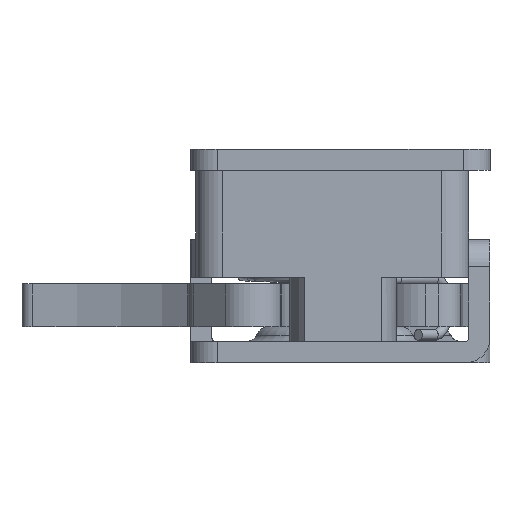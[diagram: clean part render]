
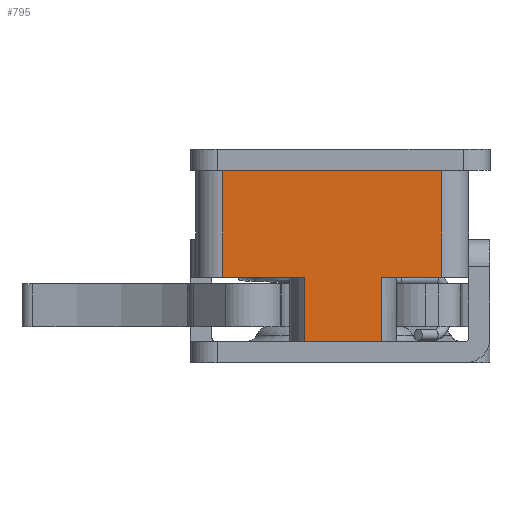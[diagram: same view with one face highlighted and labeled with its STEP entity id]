
A CAD part, left-side view. The second image highlights one B-rep face of the part: STEP entity #795.
In plain terms, the highlighted planar face has unit normal (-1, 0, 0).
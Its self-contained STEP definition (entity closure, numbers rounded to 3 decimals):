
#795=ADVANCED_FACE('',(#1470),#1471,.F.);
#1470=FACE_OUTER_BOUND('',#3433,.T.);
#1471=PLANE('',#3434);
#3433=EDGE_LOOP('',(#5747,#5748,#5749,#5750,#5751,#5752,#5753,#5754));
#3434=AXIS2_PLACEMENT_3D('',#5755,#5756,#5757);
#5747=ORIENTED_EDGE('',*,*,#7570,.F.);
#5748=ORIENTED_EDGE('',*,*,#7653,.T.);
#5749=ORIENTED_EDGE('',*,*,#7418,.F.);
#5750=ORIENTED_EDGE('',*,*,#7654,.F.);
#5751=ORIENTED_EDGE('',*,*,#7560,.F.);
#5752=ORIENTED_EDGE('',*,*,#7337,.T.);
#5753=ORIENTED_EDGE('',*,*,#7608,.T.);
#5754=ORIENTED_EDGE('',*,*,#7485,.F.);
#5755=CARTESIAN_POINT('',(-41.689,27.527,2.25));
#5756=DIRECTION('',(1.,0.,0.));
#5757=DIRECTION('',(0.,0.,-1.));
#7337=EDGE_CURVE('',#8623,#8621,#8624,.T.);
#7418=EDGE_CURVE('',#8768,#8769,#8770,.T.);
#7485=EDGE_CURVE('',#8883,#8881,#8885,.T.);
#7560=EDGE_CURVE('',#8623,#9007,#9008,.T.);
#7570=EDGE_CURVE('',#9020,#8883,#9022,.T.);
#7608=EDGE_CURVE('',#8621,#8881,#9077,.T.);
#7653=EDGE_CURVE('',#9020,#8769,#9131,.T.);
#7654=EDGE_CURVE('',#9007,#8768,#9132,.T.);
#8621=VERTEX_POINT('',#10704);
#8623=VERTEX_POINT('',#10706);
#8624=LINE('',#10707,#10708);
#8768=VERTEX_POINT('',#10919);
#8769=VERTEX_POINT('',#10920);
#8770=LINE('',#10921,#10922);
#8881=VERTEX_POINT('',#11075);
#8883=VERTEX_POINT('',#11077);
#8885=LINE('',#11079,#11080);
#9007=VERTEX_POINT('',#11255);
#9008=LINE('',#11256,#11257);
#9020=VERTEX_POINT('',#11272);
#9022=LINE('',#11274,#11275);
#9077=LINE('',#11366,#11367);
#9131=LINE('',#11447,#11448);
#9132=LINE('',#11449,#11450);
#10704=CARTESIAN_POINT('',(-41.689,27.527,12.25));
#10706=CARTESIAN_POINT('',(-41.689,27.527,2.25));
#10707=CARTESIAN_POINT('',(-41.689,27.527,2.25));
#10708=VECTOR('',#12890,1.0);
#10919=CARTESIAN_POINT('',(-41.689,33.206,-3.75));
#10920=CARTESIAN_POINT('',(-41.689,40.348,-3.75));
#10921=CARTESIAN_POINT('',(-41.689,33.206,-3.75));
#10922=VECTOR('',#13000,1.0);
#11075=CARTESIAN_POINT('',(-41.689,48.027,12.25));
#11077=CARTESIAN_POINT('',(-41.689,48.027,2.25));
#11079=CARTESIAN_POINT('',(-41.689,48.027,2.25));
#11080=VECTOR('',#13115,1.0);
#11255=CARTESIAN_POINT('',(-41.689,33.206,2.25));
#11256=CARTESIAN_POINT('',(-41.689,27.527,2.25));
#11257=VECTOR('',#13232,1.0);
#11272=CARTESIAN_POINT('',(-41.689,40.348,2.25));
#11274=CARTESIAN_POINT('',(-41.689,27.527,2.25));
#11275=VECTOR('',#13254,1.0);
#11366=CARTESIAN_POINT('',(-41.689,27.527,12.25));
#11367=VECTOR('',#13309,1.0);
#11447=CARTESIAN_POINT('',(-41.689,40.348,71.073));
#11448=VECTOR('',#13390,1.0);
#11449=CARTESIAN_POINT('',(-41.689,33.206,71.073));
#11450=VECTOR('',#13391,1.0);
#12890=DIRECTION('',(0.,0.,1.0));
#13000=DIRECTION('',(0.,1.,0.));
#13115=DIRECTION('',(0.,0.,1.0));
#13232=DIRECTION('',(0.,1.,0.));
#13254=DIRECTION('',(0.,1.,0.));
#13309=DIRECTION('',(0.,1.,0.));
#13390=DIRECTION('',(0.,0.,-1.0));
#13391=DIRECTION('',(0.,0.,-1.0));
